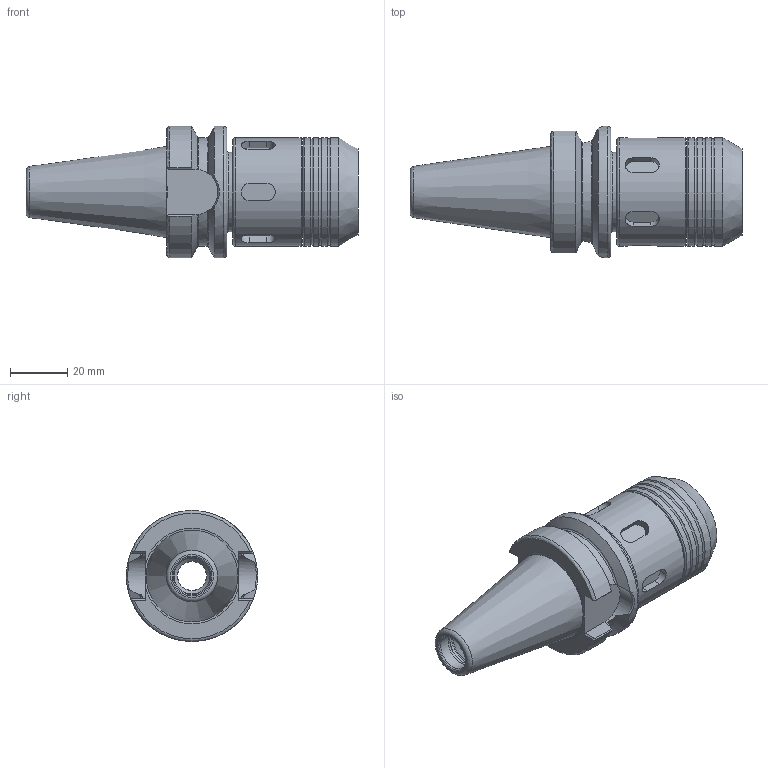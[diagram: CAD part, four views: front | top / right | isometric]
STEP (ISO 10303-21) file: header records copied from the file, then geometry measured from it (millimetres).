
FILE_DESCRIPTION(/* description */ (''),/* implementation_level */ '2;1');
FILE_NAME(/* name */ 'DBT30-BC062-0268.stp',/* time_stamp */ '2019-07-10T15:30:39-05:00',/* author */ ('ldfli'),/* organization */ ('Pioneer N.A.'),/* preprocessor_version */ 'ST-DEVELOPER v18',/* originating_system */ 'Autodesk Inventor LT',/* authorisation */ '');
FILE_SCHEMA (('AUTOMOTIVE_DESIGN { 1 0 10303 214 3 1 1 }'));
Length unit declared in the file: millimetre
Products named in the file (1): DBT30-BC062-0268
Bounding box: 116.4 x 46 x 46 mm (x, y, z)
Volume: 83457.2 mm3; surface area: 31481.8 mm2
Topology: 3 solids, 3 shells, 163 faces, 495 edges, 351 vertices
Faces by surface type: plane 58, cylinder 43, torus 31, cone 21, bspline 10
Full cylindrical faces by diameter (mm): 10.2 x1, 12.5 x1, 13.1 x1, 15.875 x1, 16.5 x1, 27 x1, 28 x1, 28.42 x1, 29.3 x2, 29.5 x2, 31.987 x1, 38.08 x5, 46 x1
Entity records: 6550 total; most frequent: CARTESIAN_POINT 1961, ORIENTED_EDGE 990, DIRECTION 971, EDGE_CURVE 495, AXIS2_PLACEMENT_3D 414, VERTEX_POINT 351, CIRCLE 260, EDGE_LOOP 182
